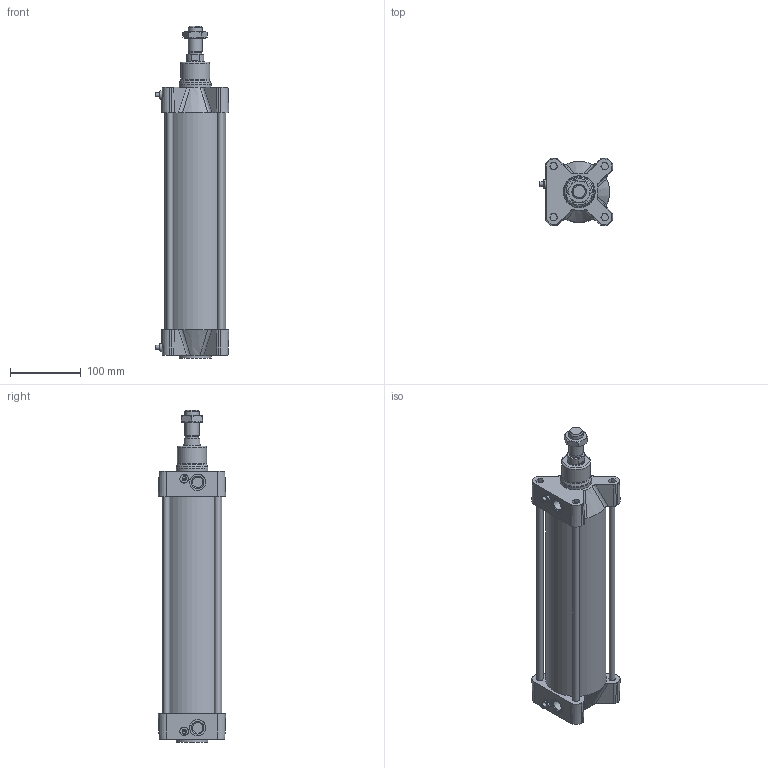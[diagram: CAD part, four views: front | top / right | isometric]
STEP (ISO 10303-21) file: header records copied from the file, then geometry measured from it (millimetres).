
FILE_DESCRIPTION(/* description */ (''),/* implementation_level */ '2;1');
FILE_NAME(/* name */ '1393_080_0250_01.stp',/* time_stamp */ '2015-11-30T15:04:23+01:00',/* author */ ('maniean1'),/* organization */ ('Pneumax S.p.A.'),/* preprocessor_version */ 'ST-DEVELOPER v15.2',/* originating_system */ 'Autodesk Inventor 2014',/* authorisation */ '');
FILE_SCHEMA (('AUTOMOTIVE_DESIGN { 1 0 10303 214 3 1 1 }'));
Length unit declared in the file: millimetre
Products named in the file (4): 139#_080_0250_01-CIL; 139#_080_0250_01_ST; 1393_80_18F; 1393_080_0250_01
Bounding box: 104 x 95 x 468 mm (x, y, z)
Volume: 1266931.4 mm3; surface area: 319210.2 mm2
Topology: 3 solids, 5 shells, 233 faces, 548 edges, 347 vertices
Faces by surface type: plane 138, cone 46, cylinder 34, bspline 12, torus 3
Full cylindrical faces by diameter (mm): 6 x4, 8.9 x4, 10 x8, 12 x2, 14.9 x2, 18 x1, 18.5 x1, 20 x1, 23 x2, 24.5 x1, 25 x2, 41 x1, 45 x2, 80 x2, 86 x1
Entity records: 6715 total; most frequent: CARTESIAN_POINT 1594, DIRECTION 1048, ORIENTED_EDGE 970, EDGE_CURVE 485, AXIS2_PLACEMENT_3D 407, VERTEX_POINT 329, EDGE_LOOP 310, LINE 234
